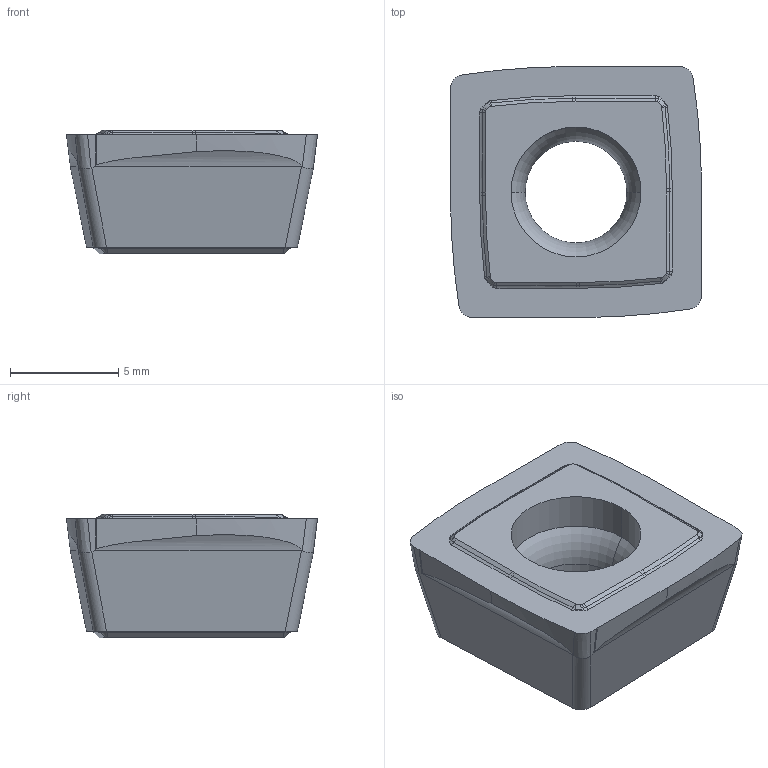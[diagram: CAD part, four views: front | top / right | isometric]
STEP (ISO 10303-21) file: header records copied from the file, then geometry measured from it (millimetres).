
FILE_DESCRIPTION((''),'2;1');
FILE_NAME('SOMX115506-UM','2021-02-26T10:42:20',('tlyad011'),('PTC Japan'),'CREO PARAMETRIC BY PTC INC, 2018500','CREO PARAMETRIC BY PTC INC, 2018500','');
FILE_SCHEMA(('AUTOMOTIVE_DESIGN { 1 0 10303 214 1 1 1 1 }'));
Length unit declared in the file: millimetre
Products named in the file (1): SOMX115506-UM
Bounding box: 11.6 x 11.6 x 5.7 mm (x, y, z)
Volume: 483.4 mm3; surface area: 491.9 mm2
Topology: 1 solids, 1 shells, 122 faces, 330 edges, 208 vertices
Faces by surface type: bspline 68, plane 24, cylinder 24, cone 4, torus 2
Entity records: 7092 total; most frequent: CARTESIAN_POINT 3623, ORIENTED_EDGE 612, PRESENTATION_STYLE_ASSIGNMENT 329, STYLED_ITEM 329, CURVE_STYLE 328, EDGE_CURVE 306, DIRECTION 262, B_SPLINE_CURVE_WITH_KNOTS 204
